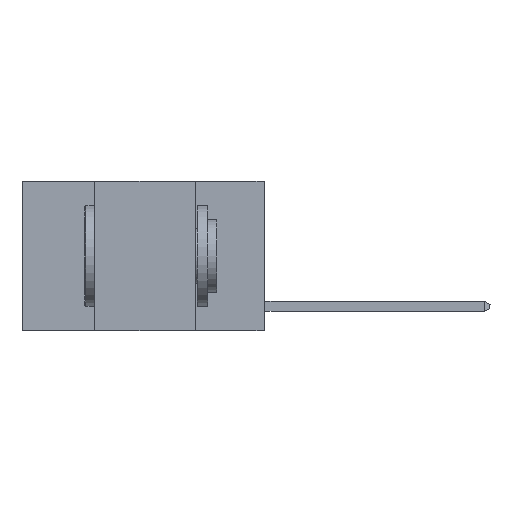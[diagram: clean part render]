
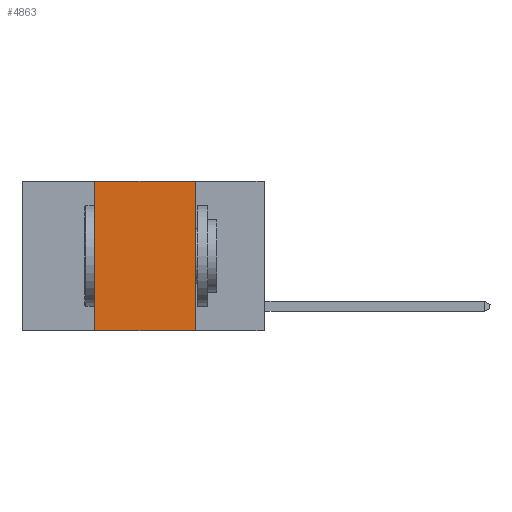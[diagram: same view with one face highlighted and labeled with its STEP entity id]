
A CAD part, left-side view. The second image highlights one B-rep face of the part: STEP entity #4863.
In plain terms, the highlighted planar face has unit normal (-1, 0, 0).
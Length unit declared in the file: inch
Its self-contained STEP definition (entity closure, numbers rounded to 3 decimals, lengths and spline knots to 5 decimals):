
#2230 = CARTESIAN_POINT ( 'NONE',  ( 0., 0.42, -0.37 ) ) ;
#2358 = VERTEX_POINT ( 'NONE', #2230 ) ;
#2533 = VECTOR ( 'NONE', #15570, 39.37008 ) ;
#2571 = ORIENTED_EDGE ( 'NONE', *, *, #8791, .F. ) ;
#3435 = VECTOR ( 'NONE', #19280, 39.37008 ) ;
#4009 = LINE ( 'NONE', #12329, #3435 ) ;
#4205 = VERTEX_POINT ( 'NONE', #21233 ) ;
#4863 = ADVANCED_FACE ( 'NONE', ( #15949 ), #13222, .F. ) ;
#5738 = VECTOR ( 'NONE', #17914, 39.37008 ) ;
#5871 = VECTOR ( 'NONE', #22727, 39.37008 ) ;
#6414 = EDGE_CURVE ( 'NONE', #2358, #4205, #4009, .T. ) ;
#7603 = EDGE_CURVE ( 'NONE', #2358, #7773, #12050, .T. ) ;
#7773 = VERTEX_POINT ( 'NONE', #12727 ) ;
#7993 = DIRECTION ( 'NONE',  ( 1., 0., 0. ) ) ;
#8791 = EDGE_CURVE ( 'NONE', #15924, #4205, #15268, .T. ) ;
#10017 = ORIENTED_EDGE ( 'NONE', *, *, #19521, .F. ) ;
#12050 = LINE ( 'NONE', #13730, #2533 ) ;
#12301 = AXIS2_PLACEMENT_3D ( 'NONE', #18487, #7993, #20259 ) ;
#12329 = CARTESIAN_POINT ( 'NONE',  ( 0., 0.6, -0.37 ) ) ;
#12727 = CARTESIAN_POINT ( 'NONE',  ( 0., 0.42, 0. ) ) ;
#13222 = PLANE ( 'NONE',  #12301 ) ;
#13651 = ORIENTED_EDGE ( 'NONE', *, *, #7603, .F. ) ;
#13730 = CARTESIAN_POINT ( 'NONE',  ( 0., 0.42, 0. ) ) ;
#14255 = CARTESIAN_POINT ( 'NONE',  ( 0., 0.17, 0. ) ) ;
#14325 = CARTESIAN_POINT ( 'NONE',  ( 0., 0.6, 0. ) ) ;
#15268 = LINE ( 'NONE', #20948, #5871 ) ;
#15570 = DIRECTION ( 'NONE',  ( 0., 0., 1. ) ) ;
#15924 = VERTEX_POINT ( 'NONE', #14255 ) ;
#15949 = FACE_OUTER_BOUND ( 'NONE', #21113, .T. ) ;
#17914 = DIRECTION ( 'NONE',  ( 0., -1., 0. ) ) ;
#18096 = ORIENTED_EDGE ( 'NONE', *, *, #6414, .T. ) ;
#18487 = CARTESIAN_POINT ( 'NONE',  ( 0., 0.6, 0. ) ) ;
#19280 = DIRECTION ( 'NONE',  ( 0., -1., 0. ) ) ;
#19521 = EDGE_CURVE ( 'NONE', #7773, #15924, #19776, .T. ) ;
#19776 = LINE ( 'NONE', #14325, #5738 ) ;
#20259 = DIRECTION ( 'NONE',  ( 0., 0., -1. ) ) ;
#20948 = CARTESIAN_POINT ( 'NONE',  ( 0., 0.17, 0. ) ) ;
#21113 = EDGE_LOOP ( 'NONE', ( #2571, #10017, #13651, #18096 ) ) ;
#21233 = CARTESIAN_POINT ( 'NONE',  ( 0., 0.17, -0.37 ) ) ;
#22727 = DIRECTION ( 'NONE',  ( 0., 0., -1. ) ) ;
